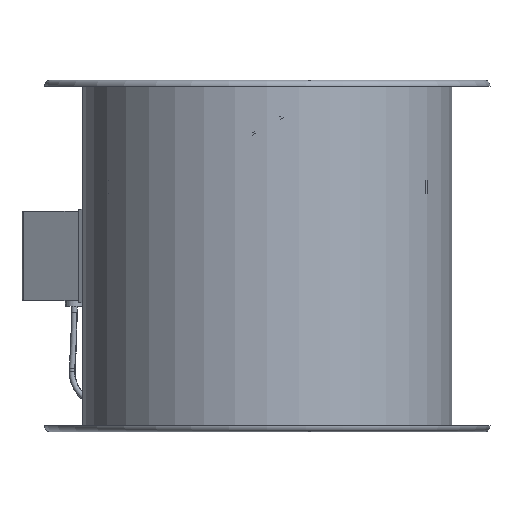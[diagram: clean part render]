
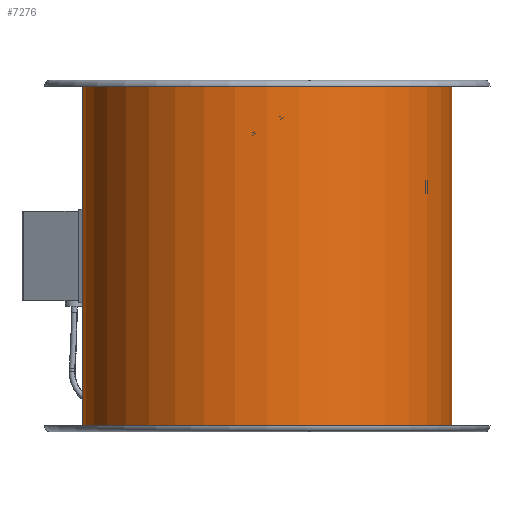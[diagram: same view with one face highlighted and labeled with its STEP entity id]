
A CAD part, front view. The second image highlights one B-rep face of the part: STEP entity #7276.
In plain terms, the highlighted cylindrical face has radius 157.5 mm (diameter 315 mm), a partial arc.
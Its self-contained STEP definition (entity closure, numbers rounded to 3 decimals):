
#193 = EDGE_LOOP ( 'NONE', ( #7199, #7200, #7201, #7202 ) ) ;
#3524 = DIRECTION ( 'NONE',  ( 0., 0., 1. ) ) ;
#3525 = VECTOR ( 'NONE', #3524, 1000. ) ;
#3526 = CARTESIAN_POINT ( 'NONE',  ( 157.5, 0., 42.986 ) ) ;
#3527 = LINE ( 'NONE', #3526, #3525 ) ;
#3533 = DIRECTION ( 'NONE',  ( 0., 0., 1. ) ) ;
#3534 = VECTOR ( 'NONE', #3533, 1000. ) ;
#3535 = CARTESIAN_POINT ( 'NONE',  ( -157.5, 0., 42.986 ) ) ;
#3536 = LINE ( 'NONE', #3535, #3534 ) ;
#3537 = CARTESIAN_POINT ( 'NONE',  ( -157.5, 0., -295. ) ) ;
#3538 = CARTESIAN_POINT ( 'NONE',  ( 157.5, 0., -295. ) ) ;
#3556 = CARTESIAN_POINT ( 'NONE',  ( 157.5, 0., -5. ) ) ;
#3557 = DIRECTION ( 'NONE',  ( 1., 0., 0. ) ) ;
#3558 = DIRECTION ( 'NONE',  ( 0., 0., 1. ) ) ;
#3559 = CARTESIAN_POINT ( 'NONE',  ( 0., 0., -5. ) ) ;
#3560 = AXIS2_PLACEMENT_3D ( 'NONE', #3559, #3558, #3557 ) ;
#3561 = CIRCLE ( 'NONE', #3560, 157.5 ) ;
#3562 = CARTESIAN_POINT ( 'NONE',  ( -157.5, 0., -5. ) ) ;
#3644 = DIRECTION ( 'NONE',  ( 1., 0., 0. ) ) ;
#3645 = DIRECTION ( 'NONE',  ( 0., 0., 1. ) ) ;
#3646 = CARTESIAN_POINT ( 'NONE',  ( 0., 0., -295. ) ) ;
#3647 = AXIS2_PLACEMENT_3D ( 'NONE', #3646, #3645, #3644 ) ;
#3652 = CIRCLE ( 'NONE', #3647, 157.5 ) ;
#3835 = CYLINDRICAL_SURFACE ( 'NONE', #3904, 157.5 ) ;
#3836 = FACE_OUTER_BOUND ( 'NONE', #193, .T. ) ;
#3901 = DIRECTION ( 'NONE',  ( 1., 0., 0. ) ) ;
#3902 = DIRECTION ( 'NONE',  ( 0., 0., 1. ) ) ;
#3903 = CARTESIAN_POINT ( 'NONE',  ( 0., 0., 42.986 ) ) ;
#3904 = AXIS2_PLACEMENT_3D ( 'NONE', #3903, #3902, #3901 ) ;
#7083 = VERTEX_POINT ( 'NONE', #3538 ) ;
#7084 = VERTEX_POINT ( 'NONE', #3537 ) ;
#7086 = EDGE_CURVE ( 'NONE', #7084, #7102, #3536, .T. ) ;
#7090 = EDGE_CURVE ( 'NONE', #7083, #7105, #3527, .T. ) ;
#7102 = VERTEX_POINT ( 'NONE', #3562 ) ;
#7104 = EDGE_CURVE ( 'NONE', #7102, #7105, #3561, .T. ) ;
#7105 = VERTEX_POINT ( 'NONE', #3556 ) ;
#7148 = EDGE_CURVE ( 'NONE', #7084, #7083, #3652, .T. ) ;
#7199 = ORIENTED_EDGE ( 'NONE', *, *, #7086, .F. ) ;
#7200 = ORIENTED_EDGE ( 'NONE', *, *, #7148, .T. ) ;
#7201 = ORIENTED_EDGE ( 'NONE', *, *, #7090, .T. ) ;
#7202 = ORIENTED_EDGE ( 'NONE', *, *, #7104, .F. ) ;
#7276 = ADVANCED_FACE ( 'NONE', ( #3836 ), #3835, .T. ) ;
